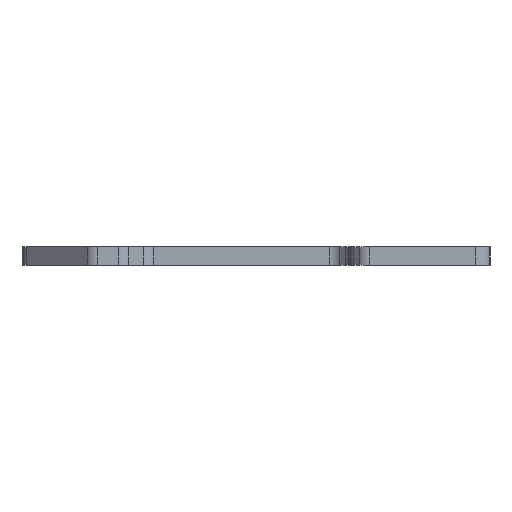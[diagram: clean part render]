
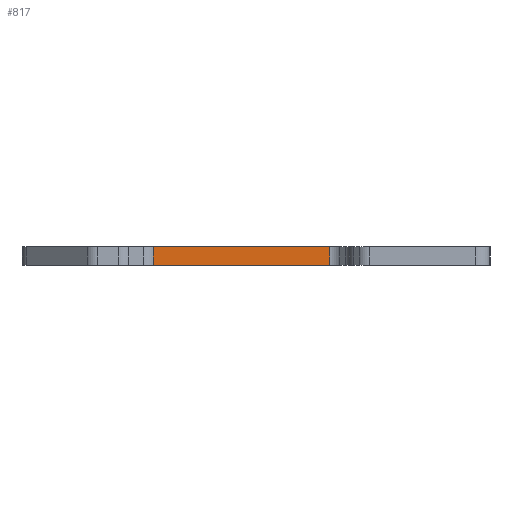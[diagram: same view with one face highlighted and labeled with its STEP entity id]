
A CAD part, left-side view. The second image highlights one B-rep face of the part: STEP entity #817.
In plain terms, the highlighted planar face has unit normal (-1, 0, 0).
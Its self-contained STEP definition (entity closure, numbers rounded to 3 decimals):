
#50 = LINE ( 'NONE', #4231, #126 ) ;
#84 = ORIENTED_EDGE ( 'NONE', *, *, #3018, .T. ) ;
#126 = VECTOR ( 'NONE', #1836, 1000. ) ;
#155 = CARTESIAN_POINT ( 'NONE',  ( -95.8, 17.243, 46.5 ) ) ;
#209 = CARTESIAN_POINT ( 'NONE',  ( -95.8, 13., 42.5 ) ) ;
#312 = LINE ( 'NONE', #4730, #2552 ) ;
#361 = CARTESIAN_POINT ( 'NONE',  ( -95.8, 54.907, 42.5 ) ) ;
#817 = ADVANCED_FACE ( 'NONE', ( #4503 ), #889, .F. ) ;
#848 = CARTESIAN_POINT ( 'NONE',  ( -95.8, 17.243, 46.5 ) ) ;
#889 = PLANE ( 'NONE',  #3311 ) ;
#897 = DIRECTION ( 'NONE',  ( 0., 0., 1. ) ) ;
#915 = CARTESIAN_POINT ( 'NONE',  ( -95.8, 54.907, 46.5 ) ) ;
#916 = EDGE_LOOP ( 'NONE', ( #3355, #4695, #2719, #84 ) ) ;
#1342 = LINE ( 'NONE', #848, #4613 ) ;
#1554 = CARTESIAN_POINT ( 'NONE',  ( -95.8, 54.907, 42.5 ) ) ;
#1836 = DIRECTION ( 'NONE',  ( 0., 1., 0. ) ) ;
#2003 = LINE ( 'NONE', #361, #2673 ) ;
#2320 = CARTESIAN_POINT ( 'NONE',  ( -95.8, 17.243, 42.5 ) ) ;
#2552 = VECTOR ( 'NONE', #4316, 1000. ) ;
#2569 = EDGE_CURVE ( 'NONE', #3119, #4452, #1342, .T. ) ;
#2579 = DIRECTION ( 'NONE',  ( 0., 0., -1. ) ) ;
#2673 = VECTOR ( 'NONE', #3109, 1000. ) ;
#2719 = ORIENTED_EDGE ( 'NONE', *, *, #4841, .T. ) ;
#2892 = VERTEX_POINT ( 'NONE', #1554 ) ;
#3018 = EDGE_CURVE ( 'NONE', #3523, #2892, #2003, .T. ) ;
#3109 = DIRECTION ( 'NONE',  ( 0., 0., -1. ) ) ;
#3119 = VERTEX_POINT ( 'NONE', #2320 ) ;
#3311 = AXIS2_PLACEMENT_3D ( 'NONE', #209, #3753, #2579 ) ;
#3355 = ORIENTED_EDGE ( 'NONE', *, *, #3835, .F. ) ;
#3523 = VERTEX_POINT ( 'NONE', #915 ) ;
#3753 = DIRECTION ( 'NONE',  ( 1., 0., 0. ) ) ;
#3835 = EDGE_CURVE ( 'NONE', #3119, #2892, #312, .T. ) ;
#4231 = CARTESIAN_POINT ( 'NONE',  ( -95.8, 13., 46.5 ) ) ;
#4316 = DIRECTION ( 'NONE',  ( 0., 1., 0. ) ) ;
#4452 = VERTEX_POINT ( 'NONE', #155 ) ;
#4503 = FACE_OUTER_BOUND ( 'NONE', #916, .T. ) ;
#4613 = VECTOR ( 'NONE', #897, 1000. ) ;
#4695 = ORIENTED_EDGE ( 'NONE', *, *, #2569, .T. ) ;
#4730 = CARTESIAN_POINT ( 'NONE',  ( -95.8, 13., 42.5 ) ) ;
#4841 = EDGE_CURVE ( 'NONE', #4452, #3523, #50, .T. ) ;
